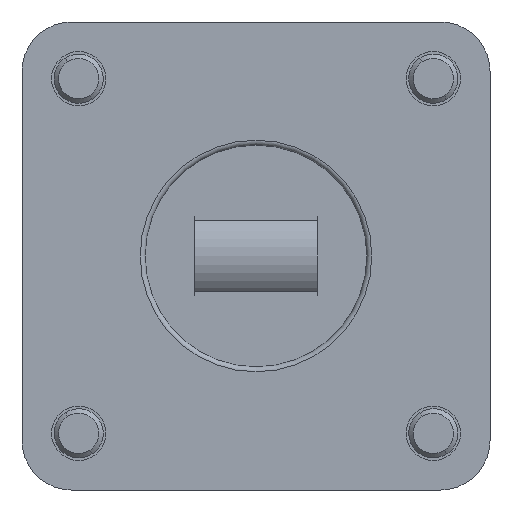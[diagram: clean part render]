
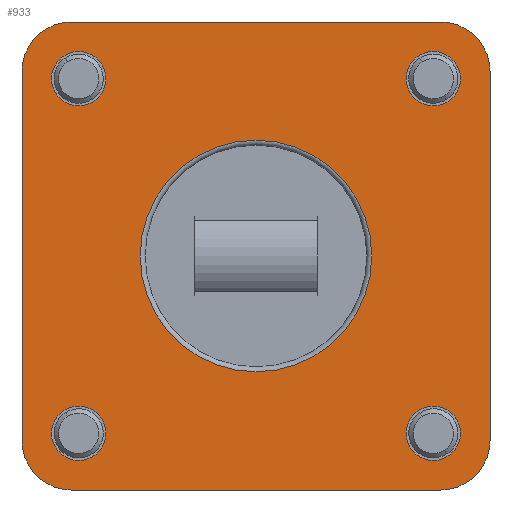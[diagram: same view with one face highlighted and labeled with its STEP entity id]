
A CAD part, front view. The second image highlights one B-rep face of the part: STEP entity #933.
In plain terms, the highlighted planar face has unit normal (0, -1, 0).
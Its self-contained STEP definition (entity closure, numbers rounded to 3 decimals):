
#718=CARTESIAN_POINT('',(-0.,0.,-23.5));
#719=VERTEX_POINT('',#718);
#755=CARTESIAN_POINT('',(23.5,0.,-0.));
#756=VERTEX_POINT('',#755);
#757=CARTESIAN_POINT('',(-0.,0.,-0.));
#758=DIRECTION('',(0.,-1.,-0.));
#759=DIRECTION('',(-1.,0.,-0.));
#760=AXIS2_PLACEMENT_3D('',#757,#758,#759);
#761=CIRCLE('',#760,23.5);
#762=EDGE_CURVE('',#719,#756,#761,.T.);
#764=CARTESIAN_POINT('',(-0.,0.,-0.));
#765=DIRECTION('',(0.,-1.,-0.));
#766=DIRECTION('',(-1.,0.,-0.));
#767=AXIS2_PLACEMENT_3D('',#764,#765,#766);
#768=CIRCLE('',#767,23.5);
#769=EDGE_CURVE('',#756,#719,#768,.T.);
#810=CARTESIAN_POINT('',(-0.,0.,-0.));
#811=DIRECTION('',(0.,1.,0.));
#812=DIRECTION('',(0.,0.,1.));
#813=AXIS2_PLACEMENT_3D('',#810,#811,#812);
#814=PLANE('',#813);
#815=CARTESIAN_POINT('',(-47.5,0.,-37.5));
#816=VERTEX_POINT('',#815);
#817=CARTESIAN_POINT('',(-47.5,0.,37.5));
#818=VERTEX_POINT('',#817);
#819=CARTESIAN_POINT('',(-47.5,0.,-37.5));
#820=DIRECTION('',(0.,0.,1.));
#821=VECTOR('',#820,750.);
#822=LINE('',#819,#821);
#823=EDGE_CURVE('',#816,#818,#822,.T.);
#824=ORIENTED_EDGE('',*,*,#823,.F.);
#825=CARTESIAN_POINT('',(-37.5,0.,-47.5));
#826=VERTEX_POINT('',#825);
#827=CARTESIAN_POINT('',(-37.5,0.,-37.5));
#828=DIRECTION('',(-0.,1.,0.));
#829=DIRECTION('',(1.,0.,0.));
#830=AXIS2_PLACEMENT_3D('',#827,#828,#829);
#831=CIRCLE('',#830,10.);
#832=EDGE_CURVE('',#826,#816,#831,.T.);
#833=ORIENTED_EDGE('',*,*,#832,.F.);
#834=CARTESIAN_POINT('',(37.5,0.,-47.5));
#835=VERTEX_POINT('',#834);
#836=CARTESIAN_POINT('',(37.5,0.,-47.5));
#837=DIRECTION('',(-1.,0.,0.));
#838=VECTOR('',#837,750.);
#839=LINE('',#836,#838);
#840=EDGE_CURVE('',#835,#826,#839,.T.);
#841=ORIENTED_EDGE('',*,*,#840,.F.);
#842=CARTESIAN_POINT('',(47.5,0.,-37.5));
#843=VERTEX_POINT('',#842);
#844=CARTESIAN_POINT('',(37.5,0.,-37.5));
#845=DIRECTION('',(-0.,1.,0.));
#846=DIRECTION('',(1.,0.,0.));
#847=AXIS2_PLACEMENT_3D('',#844,#845,#846);
#848=CIRCLE('',#847,10.);
#849=EDGE_CURVE('',#843,#835,#848,.T.);
#850=ORIENTED_EDGE('',*,*,#849,.F.);
#851=CARTESIAN_POINT('',(47.5,0.,37.5));
#852=VERTEX_POINT('',#851);
#853=CARTESIAN_POINT('',(47.5,0.,37.5));
#854=DIRECTION('',(-0.,0.,-1.));
#855=VECTOR('',#854,750.);
#856=LINE('',#853,#855);
#857=EDGE_CURVE('',#852,#843,#856,.T.);
#858=ORIENTED_EDGE('',*,*,#857,.F.);
#859=CARTESIAN_POINT('',(37.5,0.,47.5));
#860=VERTEX_POINT('',#859);
#861=CARTESIAN_POINT('',(37.5,0.,37.5));
#862=DIRECTION('',(-0.,1.,0.));
#863=DIRECTION('',(1.,0.,0.));
#864=AXIS2_PLACEMENT_3D('',#861,#862,#863);
#865=CIRCLE('',#864,10.);
#866=EDGE_CURVE('',#860,#852,#865,.T.);
#867=ORIENTED_EDGE('',*,*,#866,.F.);
#868=CARTESIAN_POINT('',(-37.5,0.,47.5));
#869=VERTEX_POINT('',#868);
#870=CARTESIAN_POINT('',(-37.5,0.,47.5));
#871=DIRECTION('',(1.,0.,-0.));
#872=VECTOR('',#871,750.);
#873=LINE('',#870,#872);
#874=EDGE_CURVE('',#869,#860,#873,.T.);
#875=ORIENTED_EDGE('',*,*,#874,.F.);
#876=CARTESIAN_POINT('',(-37.5,0.,37.5));
#877=DIRECTION('',(-0.,1.,0.));
#878=DIRECTION('',(1.,0.,0.));
#879=AXIS2_PLACEMENT_3D('',#876,#877,#878);
#880=CIRCLE('',#879,10.);
#881=EDGE_CURVE('',#818,#869,#880,.T.);
#882=ORIENTED_EDGE('',*,*,#881,.F.);
#883=EDGE_LOOP('',(#824,#833,#841,#850,#858,#867,#875,#882));
#884=FACE_BOUND('',#883,.T.);
#885=CARTESIAN_POINT('',(-41.5,0.,-36.));
#886=VERTEX_POINT('',#885);
#887=CARTESIAN_POINT('',(-36.,0.,-36.));
#888=DIRECTION('',(-0.,1.,0.));
#889=DIRECTION('',(1.,0.,0.));
#890=AXIS2_PLACEMENT_3D('',#887,#888,#889);
#891=CIRCLE('',#890,5.5);
#892=EDGE_CURVE('',#886,#886,#891,.T.);
#893=ORIENTED_EDGE('',*,*,#892,.T.);
#894=EDGE_LOOP('',(#893));
#895=FACE_BOUND('',#894,.T.);
#896=CARTESIAN_POINT('',(30.5,0.,-36.));
#897=VERTEX_POINT('',#896);
#898=CARTESIAN_POINT('',(36.,0.,-36.));
#899=DIRECTION('',(-0.,1.,0.));
#900=DIRECTION('',(1.,0.,0.));
#901=AXIS2_PLACEMENT_3D('',#898,#899,#900);
#902=CIRCLE('',#901,5.5);
#903=EDGE_CURVE('',#897,#897,#902,.T.);
#904=ORIENTED_EDGE('',*,*,#903,.T.);
#905=EDGE_LOOP('',(#904));
#906=FACE_BOUND('',#905,.T.);
#907=CARTESIAN_POINT('',(-41.5,0.,36.));
#908=VERTEX_POINT('',#907);
#909=CARTESIAN_POINT('',(-36.,0.,36.));
#910=DIRECTION('',(-0.,1.,0.));
#911=DIRECTION('',(1.,0.,0.));
#912=AXIS2_PLACEMENT_3D('',#909,#910,#911);
#913=CIRCLE('',#912,5.5);
#914=EDGE_CURVE('',#908,#908,#913,.T.);
#915=ORIENTED_EDGE('',*,*,#914,.T.);
#916=EDGE_LOOP('',(#915));
#917=FACE_BOUND('',#916,.T.);
#918=CARTESIAN_POINT('',(30.5,0.,36.));
#919=VERTEX_POINT('',#918);
#920=CARTESIAN_POINT('',(36.,0.,36.));
#921=DIRECTION('',(-0.,1.,0.));
#922=DIRECTION('',(1.,0.,0.));
#923=AXIS2_PLACEMENT_3D('',#920,#921,#922);
#924=CIRCLE('',#923,5.5);
#925=EDGE_CURVE('',#919,#919,#924,.T.);
#926=ORIENTED_EDGE('',*,*,#925,.T.);
#927=EDGE_LOOP('',(#926));
#928=FACE_BOUND('',#927,.T.);
#929=ORIENTED_EDGE('',*,*,#762,.F.);
#930=ORIENTED_EDGE('',*,*,#769,.F.);
#931=EDGE_LOOP('',(#929,#930));
#932=FACE_BOUND('',#931,.T.);
#933=ADVANCED_FACE('',(#884,#895,#906,#917,#928,#932),#814,.F.);
